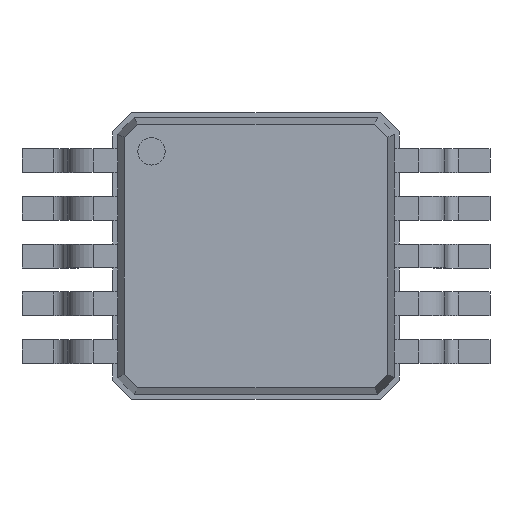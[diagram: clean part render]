
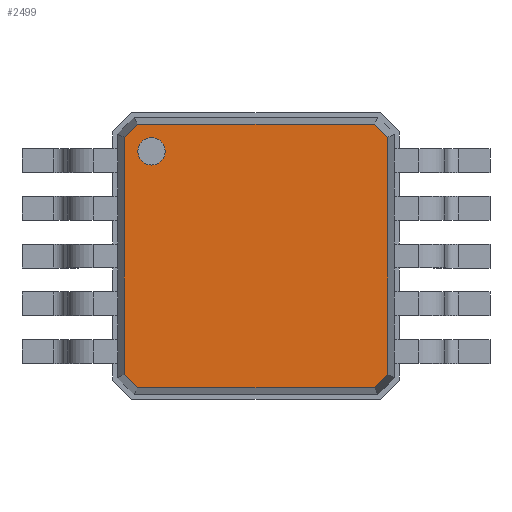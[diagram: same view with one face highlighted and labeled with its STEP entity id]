
A CAD part, top view. The second image highlights one B-rep face of the part: STEP entity #2499.
In plain terms, the highlighted planar face has unit normal (0, 0, 1).
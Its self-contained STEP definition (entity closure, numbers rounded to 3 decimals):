
#13=DIRECTION('',(0.,0.,1.));
#14=DIRECTION('',(1.,0.,-0.));
#27=VECTOR('',#28,1.);
#28=DIRECTION('',(0.707,0.707,0.));
#51=VECTOR('',#52,1.);
#52=DIRECTION('',(1.,0.,0.));
#58=VECTOR('',#59,1.);
#59=DIRECTION('',(0.707,-0.707,0.));
#65=VECTOR('',#66,1.);
#66=DIRECTION('',(0.,-1.,0.));
#72=VECTOR('',#73,1.);
#73=DIRECTION('',(-0.707,-0.707,0.));
#79=VECTOR('',#80,1.);
#80=DIRECTION('',(-1.,0.,0.));
#86=VECTOR('',#87,1.);
#87=DIRECTION('',(-0.707,0.707,0.));
#91=VECTOR('',#92,1.);
#92=DIRECTION('',(0.,1.,0.));
#95=DIRECTION('',(-0.,0.,1.));
#905=VERTEX_POINT('',#906);
#906=CARTESIAN_POINT('',(-1.38,1.24,1.1));
#908=ORIENTED_EDGE('',*,*,#909,.F.);
#909=EDGE_CURVE('',#910,#905,#912,.T.);
#910=VERTEX_POINT('',#911);
#911=CARTESIAN_POINT('',(-1.38,-1.24,1.1));
#912=LINE('',#911,#91);
#923=VERTEX_POINT('',#924);
#924=CARTESIAN_POINT('',(-1.24,1.38,1.1));
#926=ORIENTED_EDGE('',*,*,#927,.F.);
#927=EDGE_CURVE('',#905,#923,#928,.T.);
#928=LINE('',#906,#27);
#937=VERTEX_POINT('',#938);
#938=CARTESIAN_POINT('',(1.24,1.38,1.1));
#940=ORIENTED_EDGE('',*,*,#941,.F.);
#941=EDGE_CURVE('',#923,#937,#942,.T.);
#942=LINE('',#924,#51);
#951=VERTEX_POINT('',#952);
#952=CARTESIAN_POINT('',(1.38,1.24,1.1));
#954=ORIENTED_EDGE('',*,*,#955,.F.);
#955=EDGE_CURVE('',#937,#951,#956,.T.);
#956=LINE('',#938,#58);
#1005=VERTEX_POINT('',#1006);
#1006=CARTESIAN_POINT('',(1.38,-1.24,1.1));
#1008=ORIENTED_EDGE('',*,*,#1009,.F.);
#1009=EDGE_CURVE('',#951,#1005,#1010,.T.);
#1010=LINE('',#952,#65);
#2499=ADVANCED_FACE('',(#2500,#2515),#2524,.T.);
#2500=FACE_BOUND('',#2501,.T.);
#2501=EDGE_LOOP('',(#926,#908,#2502,#2507,#2512,#1008,#954,#940));
#2502=ORIENTED_EDGE('',*,*,#2503,.F.);
#2503=EDGE_CURVE('',#2504,#910,#2506,.T.);
#2504=VERTEX_POINT('',#2505);
#2505=CARTESIAN_POINT('',(-1.24,-1.38,1.1));
#2506=LINE('',#2505,#86);
#2507=ORIENTED_EDGE('',*,*,#2508,.F.);
#2508=EDGE_CURVE('',#2509,#2504,#2511,.T.);
#2509=VERTEX_POINT('',#2510);
#2510=CARTESIAN_POINT('',(1.24,-1.38,1.1));
#2511=LINE('',#2510,#79);
#2512=ORIENTED_EDGE('',*,*,#2513,.F.);
#2513=EDGE_CURVE('',#1005,#2509,#2514,.T.);
#2514=LINE('',#1006,#72);
#2515=FACE_BOUND('',#2516,.T.);
#2516=EDGE_LOOP('',(#2517));
#2517=ORIENTED_EDGE('',*,*,#2518,.F.);
#2518=EDGE_CURVE('',#2519,#2519,#2521,.T.);
#2519=VERTEX_POINT('',#2520);
#2520=CARTESIAN_POINT('',(-0.951,1.094,1.1));
#2521=CIRCLE('',#2522,0.143);
#2522=AXIS2_PLACEMENT_3D('',#2523,#13,#14);
#2523=CARTESIAN_POINT('',(-1.094,1.094,1.1));
#2524=PLANE('',#2525);
#2525=AXIS2_PLACEMENT_3D('',#906,#95,#2526);
#2526=DIRECTION('',(0.744,-0.668,0.));
